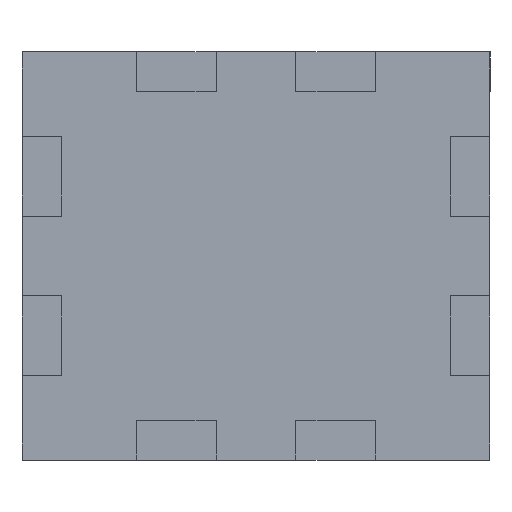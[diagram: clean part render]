
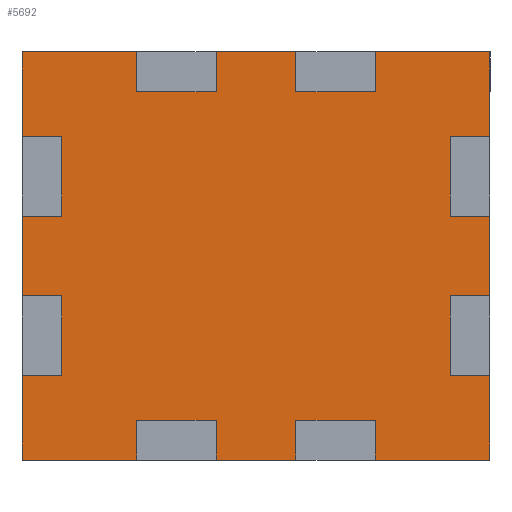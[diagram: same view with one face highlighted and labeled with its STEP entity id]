
A CAD part, left-side view. The second image highlights one B-rep face of the part: STEP entity #5692.
In plain terms, the highlighted face is planar.
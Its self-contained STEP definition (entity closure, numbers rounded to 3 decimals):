
#254=FACE_OUTER_BOUND('',#542,.T.);
#542=EDGE_LOOP('',(#4587,#4588,#4589,#4590,#4591,#4592,#4593,#4594,#4595,
#4596,#4597,#4598,#4599,#4600,#4601,#4602,#4603,#4604,#4605,#4606,#4607,
#4608,#4609,#4610,#4611,#4612,#4613,#4614,#4615,#4616,#4617,#4618,#4619,
#4620,#4621,#4622));
#1071=LINE('',#8490,#1877);
#1075=LINE('',#8498,#1881);
#1078=LINE('',#8504,#1884);
#1081=LINE('',#8511,#1887);
#1085=LINE('',#8519,#1891);
#1088=LINE('',#8525,#1894);
#1091=LINE('',#8532,#1897);
#1095=LINE('',#8540,#1901);
#1098=LINE('',#8546,#1904);
#1101=LINE('',#8553,#1907);
#1105=LINE('',#8562,#1911);
#1109=LINE('',#8569,#1915);
#1111=LINE('',#8574,#1917);
#1115=LINE('',#8583,#1921);
#1119=LINE('',#8590,#1925);
#1121=LINE('',#8595,#1927);
#1125=LINE('',#8603,#1931);
#1128=LINE('',#8609,#1934);
#1131=LINE('',#8616,#1937);
#1135=LINE('',#8624,#1941);
#1138=LINE('',#8630,#1944);
#1141=LINE('',#8637,#1947);
#1145=LINE('',#8645,#1951);
#1148=LINE('',#8651,#1954);
#1153=LINE('',#8660,#1959);
#1155=LINE('',#8663,#1961);
#1158=LINE('',#8669,#1964);
#1160=LINE('',#8672,#1966);
#1161=LINE('',#8674,#1967);
#1163=LINE('',#8677,#1969);
#1167=LINE('',#8684,#1973);
#1168=LINE('',#8686,#1974);
#1169=LINE('',#8687,#1975);
#1170=LINE('',#8689,#1976);
#1171=LINE('',#8690,#1977);
#1172=LINE('',#8691,#1978);
#1877=VECTOR('',#6957,10.);
#1881=VECTOR('',#6963,10.);
#1884=VECTOR('',#6968,10.);
#1887=VECTOR('',#6973,10.);
#1891=VECTOR('',#6979,10.);
#1894=VECTOR('',#6984,10.);
#1897=VECTOR('',#6989,10.);
#1901=VECTOR('',#6995,10.);
#1904=VECTOR('',#7000,10.);
#1907=VECTOR('',#7005,10.);
#1911=VECTOR('',#7011,10.);
#1915=VECTOR('',#7017,10.);
#1917=VECTOR('',#7021,10.);
#1921=VECTOR('',#7027,10.);
#1925=VECTOR('',#7033,10.);
#1927=VECTOR('',#7037,10.);
#1931=VECTOR('',#7043,10.);
#1934=VECTOR('',#7048,10.);
#1937=VECTOR('',#7053,10.);
#1941=VECTOR('',#7059,10.);
#1944=VECTOR('',#7064,10.);
#1947=VECTOR('',#7069,10.);
#1951=VECTOR('',#7075,10.);
#1954=VECTOR('',#7080,10.);
#1959=VECTOR('',#7087,10.);
#1961=VECTOR('',#7091,10.);
#1964=VECTOR('',#7096,10.);
#1966=VECTOR('',#7100,10.);
#1967=VECTOR('',#7103,10.);
#1969=VECTOR('',#7107,10.);
#1973=VECTOR('',#7113,10.);
#1974=VECTOR('',#7116,10.);
#1975=VECTOR('',#7117,10.);
#1976=VECTOR('',#7118,10.);
#1977=VECTOR('',#7119,10.);
#1978=VECTOR('',#7120,10.);
#2545=VERTEX_POINT('',#8488);
#2546=VERTEX_POINT('',#8489);
#2549=VERTEX_POINT('',#8497);
#2551=VERTEX_POINT('',#8503);
#2553=VERTEX_POINT('',#8509);
#2554=VERTEX_POINT('',#8510);
#2557=VERTEX_POINT('',#8518);
#2559=VERTEX_POINT('',#8524);
#2561=VERTEX_POINT('',#8530);
#2562=VERTEX_POINT('',#8531);
#2565=VERTEX_POINT('',#8539);
#2567=VERTEX_POINT('',#8545);
#2569=VERTEX_POINT('',#8551);
#2570=VERTEX_POINT('',#8552);
#2573=VERTEX_POINT('',#8560);
#2574=VERTEX_POINT('',#8561);
#2577=VERTEX_POINT('',#8572);
#2578=VERTEX_POINT('',#8573);
#2581=VERTEX_POINT('',#8581);
#2582=VERTEX_POINT('',#8582);
#2585=VERTEX_POINT('',#8593);
#2586=VERTEX_POINT('',#8594);
#2589=VERTEX_POINT('',#8602);
#2591=VERTEX_POINT('',#8608);
#2593=VERTEX_POINT('',#8614);
#2594=VERTEX_POINT('',#8615);
#2597=VERTEX_POINT('',#8623);
#2599=VERTEX_POINT('',#8629);
#2601=VERTEX_POINT('',#8635);
#2602=VERTEX_POINT('',#8636);
#2605=VERTEX_POINT('',#8644);
#2607=VERTEX_POINT('',#8650);
#2610=VERTEX_POINT('',#8658);
#2612=VERTEX_POINT('',#8667);
#2614=VERTEX_POINT('',#8682);
#2615=VERTEX_POINT('',#8688);
#3227=EDGE_CURVE('',#2545,#2546,#1071,.T.);
#3231=EDGE_CURVE('',#2546,#2549,#1075,.T.);
#3234=EDGE_CURVE('',#2549,#2551,#1078,.T.);
#3237=EDGE_CURVE('',#2553,#2554,#1081,.T.);
#3241=EDGE_CURVE('',#2557,#2553,#1085,.T.);
#3244=EDGE_CURVE('',#2554,#2559,#1088,.T.);
#3247=EDGE_CURVE('',#2561,#2562,#1091,.T.);
#3251=EDGE_CURVE('',#2562,#2565,#1095,.T.);
#3254=EDGE_CURVE('',#2565,#2567,#1098,.T.);
#3257=EDGE_CURVE('',#2569,#2570,#1101,.T.);
#3261=EDGE_CURVE('',#2573,#2574,#1105,.T.);
#3265=EDGE_CURVE('',#2570,#2573,#1109,.T.);
#3267=EDGE_CURVE('',#2577,#2578,#1111,.T.);
#3271=EDGE_CURVE('',#2581,#2582,#1115,.T.);
#3275=EDGE_CURVE('',#2582,#2577,#1119,.T.);
#3277=EDGE_CURVE('',#2585,#2586,#1121,.T.);
#3281=EDGE_CURVE('',#2589,#2585,#1125,.T.);
#3284=EDGE_CURVE('',#2591,#2589,#1128,.T.);
#3287=EDGE_CURVE('',#2593,#2594,#1131,.T.);
#3291=EDGE_CURVE('',#2594,#2597,#1135,.T.);
#3294=EDGE_CURVE('',#2597,#2599,#1138,.T.);
#3297=EDGE_CURVE('',#2601,#2602,#1141,.T.);
#3301=EDGE_CURVE('',#2605,#2601,#1145,.T.);
#3304=EDGE_CURVE('',#2607,#2605,#1148,.T.);
#3309=EDGE_CURVE('',#2610,#2578,#1153,.T.);
#3311=EDGE_CURVE('',#2581,#2551,#1155,.T.);
#3314=EDGE_CURVE('',#2612,#2586,#1158,.T.);
#3316=EDGE_CURVE('',#2591,#2567,#1160,.T.);
#3317=EDGE_CURVE('',#2593,#2610,#1161,.T.);
#3319=EDGE_CURVE('',#2569,#2599,#1163,.T.);
#3323=EDGE_CURVE('',#2614,#2574,#1167,.T.);
#3324=EDGE_CURVE('',#2607,#2614,#1168,.T.);
#3325=EDGE_CURVE('',#2557,#2602,#1169,.T.);
#3326=EDGE_CURVE('',#2615,#2559,#1170,.T.);
#3327=EDGE_CURVE('',#2561,#2615,#1171,.T.);
#3328=EDGE_CURVE('',#2545,#2612,#1172,.T.);
#4587=ORIENTED_EDGE('',*,*,#3227,.T.);
#4588=ORIENTED_EDGE('',*,*,#3231,.T.);
#4589=ORIENTED_EDGE('',*,*,#3234,.T.);
#4590=ORIENTED_EDGE('',*,*,#3311,.F.);
#4591=ORIENTED_EDGE('',*,*,#3271,.T.);
#4592=ORIENTED_EDGE('',*,*,#3275,.T.);
#4593=ORIENTED_EDGE('',*,*,#3267,.T.);
#4594=ORIENTED_EDGE('',*,*,#3309,.F.);
#4595=ORIENTED_EDGE('',*,*,#3317,.F.);
#4596=ORIENTED_EDGE('',*,*,#3287,.T.);
#4597=ORIENTED_EDGE('',*,*,#3291,.T.);
#4598=ORIENTED_EDGE('',*,*,#3294,.T.);
#4599=ORIENTED_EDGE('',*,*,#3319,.F.);
#4600=ORIENTED_EDGE('',*,*,#3257,.T.);
#4601=ORIENTED_EDGE('',*,*,#3265,.T.);
#4602=ORIENTED_EDGE('',*,*,#3261,.T.);
#4603=ORIENTED_EDGE('',*,*,#3323,.F.);
#4604=ORIENTED_EDGE('',*,*,#3324,.F.);
#4605=ORIENTED_EDGE('',*,*,#3304,.T.);
#4606=ORIENTED_EDGE('',*,*,#3301,.T.);
#4607=ORIENTED_EDGE('',*,*,#3297,.T.);
#4608=ORIENTED_EDGE('',*,*,#3325,.F.);
#4609=ORIENTED_EDGE('',*,*,#3241,.T.);
#4610=ORIENTED_EDGE('',*,*,#3237,.T.);
#4611=ORIENTED_EDGE('',*,*,#3244,.T.);
#4612=ORIENTED_EDGE('',*,*,#3326,.F.);
#4613=ORIENTED_EDGE('',*,*,#3327,.F.);
#4614=ORIENTED_EDGE('',*,*,#3247,.T.);
#4615=ORIENTED_EDGE('',*,*,#3251,.T.);
#4616=ORIENTED_EDGE('',*,*,#3254,.T.);
#4617=ORIENTED_EDGE('',*,*,#3316,.F.);
#4618=ORIENTED_EDGE('',*,*,#3284,.T.);
#4619=ORIENTED_EDGE('',*,*,#3281,.T.);
#4620=ORIENTED_EDGE('',*,*,#3277,.T.);
#4621=ORIENTED_EDGE('',*,*,#3314,.F.);
#4622=ORIENTED_EDGE('',*,*,#3328,.F.);
#5409=PLANE('',#6106);
#5692=ADVANCED_FACE('',(#254),#5409,.F.);
#6106=AXIS2_PLACEMENT_3D('',#8685,#7114,#7115);
#6957=DIRECTION('',(1.,0.,0.));
#6963=DIRECTION('',(0.,0.,-1.));
#6968=DIRECTION('',(-1.,0.,0.));
#6973=DIRECTION('',(0.,0.,1.));
#6979=DIRECTION('',(-1.,0.,0.));
#6984=DIRECTION('',(1.,0.,0.));
#6989=DIRECTION('',(0.,0.,-1.));
#6995=DIRECTION('',(-1.,0.,0.));
#7000=DIRECTION('',(0.,0.,1.));
#7005=DIRECTION('',(0.,0.,1.));
#7011=DIRECTION('',(0.,0.,-1.));
#7017=DIRECTION('',(1.,0.,0.));
#7021=DIRECTION('',(-1.,0.,0.));
#7027=DIRECTION('',(1.,0.,0.));
#7033=DIRECTION('',(0.,0.,-1.));
#7037=DIRECTION('',(0.,0.,1.));
#7043=DIRECTION('',(-1.,0.,0.));
#7048=DIRECTION('',(0.,0.,-1.));
#7053=DIRECTION('',(0.,0.,1.));
#7059=DIRECTION('',(1.,0.,0.));
#7064=DIRECTION('',(0.,0.,-1.));
#7069=DIRECTION('',(1.,0.,0.));
#7075=DIRECTION('',(0.,0.,1.));
#7080=DIRECTION('',(-1.,0.,0.));
#7087=DIRECTION('',(0.,0.,1.));
#7091=DIRECTION('',(0.,0.,1.));
#7096=DIRECTION('',(1.,0.,0.));
#7100=DIRECTION('',(1.,0.,0.));
#7103=DIRECTION('',(-1.,0.,0.));
#7107=DIRECTION('',(-1.,0.,0.));
#7113=DIRECTION('',(-1.,0.,0.));
#7114=DIRECTION('center_axis',(0.,1.,0.));
#7115=DIRECTION('ref_axis',(0.,0.,1.));
#7116=DIRECTION('',(0.,0.,-1.));
#7117=DIRECTION('',(0.,0.,-1.));
#7118=DIRECTION('',(0.,0.,-1.));
#7119=DIRECTION('',(1.,0.,0.));
#7120=DIRECTION('',(0.,0.,1.));
#8488=CARTESIAN_POINT('',(0.,0.,-11.5));
#8489=CARTESIAN_POINT('',(4.,0.,-11.5));
#8490=CARTESIAN_POINT('',(12.25,0.,-11.5));
#8497=CARTESIAN_POINT('',(4.,0.,-19.5));
#8498=CARTESIAN_POINT('',(4.,0.,-21.5));
#8503=CARTESIAN_POINT('',(0.,0.,-19.5));
#8504=CARTESIAN_POINT('',(10.25,0.,-19.5));
#8509=CARTESIAN_POINT('',(37.,0.,-19.5));
#8510=CARTESIAN_POINT('',(37.,0.,-11.5));
#8511=CARTESIAN_POINT('',(37.,0.,-17.5));
#8518=CARTESIAN_POINT('',(41.,0.,-19.5));
#8519=CARTESIAN_POINT('',(28.75,0.,-19.5));
#8524=CARTESIAN_POINT('',(41.,0.,-11.5));
#8525=CARTESIAN_POINT('',(30.75,0.,-11.5));
#8530=CARTESIAN_POINT('',(32.5,0.,0.));
#8531=CARTESIAN_POINT('',(32.5,0.,-4.));
#8532=CARTESIAN_POINT('',(32.5,0.,-13.75));
#8539=CARTESIAN_POINT('',(24.5,0.,-4.));
#8540=CARTESIAN_POINT('',(22.5,0.,-4.));
#8545=CARTESIAN_POINT('',(24.5,0.,0.));
#8546=CARTESIAN_POINT('',(24.5,0.,-11.75));
#8551=CARTESIAN_POINT('',(24.5,0.,-47.));
#8552=CARTESIAN_POINT('',(24.5,0.,-43.));
#8553=CARTESIAN_POINT('',(24.5,0.,-33.25));
#8560=CARTESIAN_POINT('',(32.5,0.,-43.));
#8561=CARTESIAN_POINT('',(32.5,0.,-47.));
#8562=CARTESIAN_POINT('',(32.5,0.,-35.25));
#8569=CARTESIAN_POINT('',(26.5,0.,-43.));
#8572=CARTESIAN_POINT('',(4.,0.,-35.5));
#8573=CARTESIAN_POINT('',(0.,0.,-35.5));
#8574=CARTESIAN_POINT('',(10.25,0.,-35.5));
#8581=CARTESIAN_POINT('',(0.,0.,-27.5));
#8582=CARTESIAN_POINT('',(4.,0.,-27.5));
#8583=CARTESIAN_POINT('',(12.25,0.,-27.5));
#8590=CARTESIAN_POINT('',(4.,0.,-29.5));
#8593=CARTESIAN_POINT('',(8.5,0.,-4.));
#8594=CARTESIAN_POINT('',(8.5,0.,0.));
#8595=CARTESIAN_POINT('',(8.5,0.,-11.75));
#8602=CARTESIAN_POINT('',(16.5,0.,-4.));
#8603=CARTESIAN_POINT('',(14.5,0.,-4.));
#8608=CARTESIAN_POINT('',(16.5,0.,0.));
#8609=CARTESIAN_POINT('',(16.5,0.,-13.75));
#8614=CARTESIAN_POINT('',(8.5,0.,-47.));
#8615=CARTESIAN_POINT('',(8.5,0.,-43.));
#8616=CARTESIAN_POINT('',(8.5,0.,-33.25));
#8623=CARTESIAN_POINT('',(16.5,0.,-43.));
#8624=CARTESIAN_POINT('',(18.5,0.,-43.));
#8629=CARTESIAN_POINT('',(16.5,0.,-47.));
#8630=CARTESIAN_POINT('',(16.5,0.,-35.25));
#8635=CARTESIAN_POINT('',(37.,0.,-27.5));
#8636=CARTESIAN_POINT('',(41.,0.,-27.5));
#8637=CARTESIAN_POINT('',(30.75,0.,-27.5));
#8644=CARTESIAN_POINT('',(37.,0.,-35.5));
#8645=CARTESIAN_POINT('',(37.,0.,-25.5));
#8650=CARTESIAN_POINT('',(41.,0.,-35.5));
#8651=CARTESIAN_POINT('',(28.75,0.,-35.5));
#8658=CARTESIAN_POINT('',(0.,0.,-47.));
#8660=CARTESIAN_POINT('',(0.,0.,-47.));
#8663=CARTESIAN_POINT('',(0.,0.,-47.));
#8667=CARTESIAN_POINT('',(0.,0.,0.));
#8669=CARTESIAN_POINT('',(0.,0.,0.));
#8672=CARTESIAN_POINT('',(0.,0.,0.));
#8674=CARTESIAN_POINT('',(41.,0.,-47.));
#8677=CARTESIAN_POINT('',(41.,0.,-47.));
#8682=CARTESIAN_POINT('',(41.,0.,-47.));
#8684=CARTESIAN_POINT('',(41.,0.,-47.));
#8685=CARTESIAN_POINT('Origin',(20.5,0.,-23.5));
#8686=CARTESIAN_POINT('',(41.,0.,0.));
#8687=CARTESIAN_POINT('',(41.,0.,0.));
#8688=CARTESIAN_POINT('',(41.,0.,0.));
#8689=CARTESIAN_POINT('',(41.,0.,0.));
#8690=CARTESIAN_POINT('',(0.,0.,0.));
#8691=CARTESIAN_POINT('',(0.,0.,-47.));
